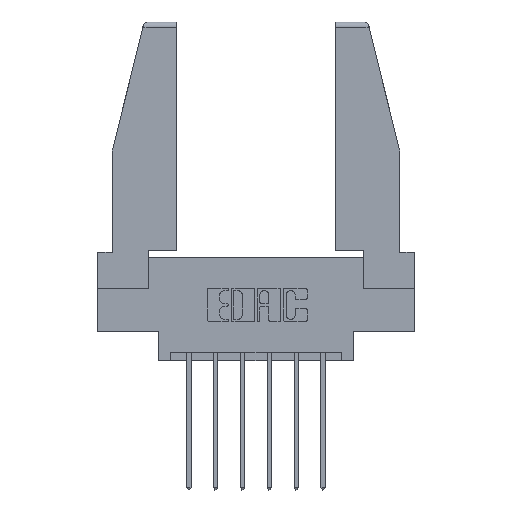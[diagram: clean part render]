
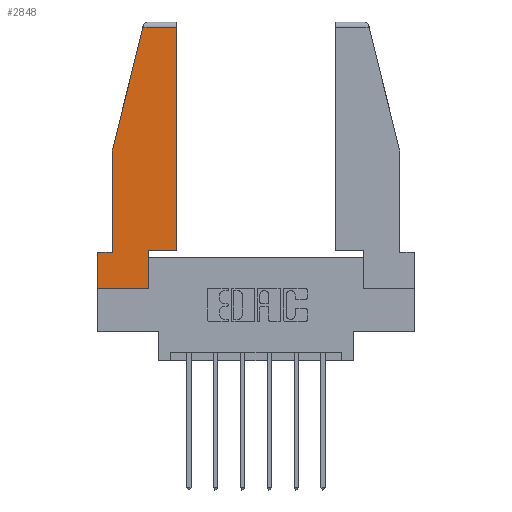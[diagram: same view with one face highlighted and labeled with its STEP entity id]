
A CAD part, top view. The second image highlights one B-rep face of the part: STEP entity #2848.
In plain terms, the highlighted planar face has unit normal (0, 0, 1).
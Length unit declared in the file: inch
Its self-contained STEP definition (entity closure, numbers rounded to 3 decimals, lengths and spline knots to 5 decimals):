
#12 = VECTOR ( 'NONE', #1463, 39.37008 ) ;
#91 = VERTEX_POINT ( 'NONE', #5607 ) ;
#129 = VERTEX_POINT ( 'NONE', #8359 ) ;
#163 = VERTEX_POINT ( 'NONE', #373 ) ;
#373 = CARTESIAN_POINT ( 'NONE',  ( 0.086, 0.8, 0. ) ) ;
#629 = CARTESIAN_POINT ( 'NONE',  ( 0.086, 0.21, 0. ) ) ;
#779 = CARTESIAN_POINT ( 'NONE',  ( 0.297, 0.223, 0. ) ) ;
#814 = ORIENTED_EDGE ( 'NONE', *, *, #3500, .T. ) ;
#886 = ORIENTED_EDGE ( 'NONE', *, *, #3901, .T. ) ;
#1108 = VECTOR ( 'NONE', #6904, 39.37008 ) ;
#1202 = LINE ( 'NONE', #10778, #9563 ) ;
#1396 = DIRECTION ( 'NONE',  ( -0.239, -0.971, 0. ) ) ;
#1399 = DIRECTION ( 'NONE',  ( 0., 1., 0. ) ) ;
#1463 = DIRECTION ( 'NONE',  ( 0., -1., 0. ) ) ;
#1478 = PLANE ( 'NONE',  #5764 ) ;
#1534 = LINE ( 'NONE', #10427, #1108 ) ;
#1595 = CARTESIAN_POINT ( 'NONE',  ( 0., 0., 0. ) ) ;
#1762 = CARTESIAN_POINT ( 'NONE',  ( 0.2636, 1.52, 0. ) ) ;
#1769 = DIRECTION ( 'NONE',  ( -1., 0., 0. ) ) ;
#1950 = LINE ( 'NONE', #6917, #8446 ) ;
#1962 = FACE_OUTER_BOUND ( 'NONE', #11686, .T. ) ;
#2650 = DIRECTION ( 'NONE',  ( 1., 0., 0. ) ) ;
#2656 = DIRECTION ( 'NONE',  ( 1., 0., 0. ) ) ;
#2740 = EDGE_CURVE ( 'NONE', #129, #8948, #1534, .T. ) ;
#2821 = VERTEX_POINT ( 'NONE', #3369 ) ;
#2848 = ADVANCED_FACE ( 'NONE', ( #1962 ), #1478, .T. ) ;
#3369 = CARTESIAN_POINT ( 'NONE',  ( 0., 0., 0. ) ) ;
#3422 = VECTOR ( 'NONE', #1396, 39.37008 ) ;
#3500 = EDGE_CURVE ( 'NONE', #11014, #91, #11597, .T. ) ;
#3676 = CARTESIAN_POINT ( 'NONE',  ( 0., 0.21, 0. ) ) ;
#3901 = EDGE_CURVE ( 'NONE', #2821, #129, #4417, .T. ) ;
#3906 = VERTEX_POINT ( 'NONE', #4489 ) ;
#3921 = ORIENTED_EDGE ( 'NONE', *, *, #4805, .T. ) ;
#3964 = DIRECTION ( 'NONE',  ( -1., 0., 0. ) ) ;
#4417 = LINE ( 'NONE', #1595, #7156 ) ;
#4489 = CARTESIAN_POINT ( 'NONE',  ( 0.461, 0.223, 0. ) ) ;
#4540 = CARTESIAN_POINT ( 'NONE',  ( 0., 1.52, 0. ) ) ;
#4734 = EDGE_CURVE ( 'NONE', #8948, #3906, #1202, .T. ) ;
#4805 = EDGE_CURVE ( 'NONE', #7645, #7130, #9703, .T. ) ;
#5003 = DIRECTION ( 'NONE',  ( 0., -1., 0. ) ) ;
#5199 = ORIENTED_EDGE ( 'NONE', *, *, #9695, .T. ) ;
#5607 = CARTESIAN_POINT ( 'NONE',  ( 0., 0.21, 0. ) ) ;
#5764 = AXIS2_PLACEMENT_3D ( 'NONE', #10653, #6162, #7949 ) ;
#5793 = VECTOR ( 'NONE', #1399, 39.37008 ) ;
#5912 = ORIENTED_EDGE ( 'NONE', *, *, #9289, .T. ) ;
#6162 = DIRECTION ( 'NONE',  ( 0., 0., 1. ) ) ;
#6284 = ORIENTED_EDGE ( 'NONE', *, *, #6994, .T. ) ;
#6904 = DIRECTION ( 'NONE',  ( 0., 1., 0. ) ) ;
#6917 = CARTESIAN_POINT ( 'NONE',  ( 0., 0.21, 0. ) ) ;
#6994 = EDGE_CURVE ( 'NONE', #3906, #7645, #10374, .T. ) ;
#7130 = VERTEX_POINT ( 'NONE', #1762 ) ;
#7156 = VECTOR ( 'NONE', #2650, 39.37008 ) ;
#7355 = EDGE_CURVE ( 'NONE', #163, #11014, #9786, .T. ) ;
#7645 = VERTEX_POINT ( 'NONE', #11324 ) ;
#7830 = CARTESIAN_POINT ( 'NONE',  ( 0.271, 1.55, 0. ) ) ;
#7949 = DIRECTION ( 'NONE',  ( 1., 0., 0. ) ) ;
#8018 = ORIENTED_EDGE ( 'NONE', *, *, #2740, .T. ) ;
#8157 = VECTOR ( 'NONE', #3964, 39.37008 ) ;
#8359 = CARTESIAN_POINT ( 'NONE',  ( 0.297, 0., 0. ) ) ;
#8446 = VECTOR ( 'NONE', #5003, 39.37008 ) ;
#8456 = LINE ( 'NONE', #7830, #3422 ) ;
#8796 = ORIENTED_EDGE ( 'NONE', *, *, #7355, .T. ) ;
#8948 = VERTEX_POINT ( 'NONE', #779 ) ;
#9289 = EDGE_CURVE ( 'NONE', #7130, #163, #8456, .T. ) ;
#9563 = VECTOR ( 'NONE', #2656, 39.37008 ) ;
#9695 = EDGE_CURVE ( 'NONE', #91, #2821, #1950, .T. ) ;
#9703 = LINE ( 'NONE', #4540, #10697 ) ;
#9786 = LINE ( 'NONE', #11533, #12 ) ;
#9919 = ORIENTED_EDGE ( 'NONE', *, *, #4734, .T. ) ;
#10374 = LINE ( 'NONE', #11387, #5793 ) ;
#10427 = CARTESIAN_POINT ( 'NONE',  ( 0.297, 0., 0. ) ) ;
#10653 = CARTESIAN_POINT ( 'NONE',  ( 0., 0., 0. ) ) ;
#10697 = VECTOR ( 'NONE', #1769, 39.37008 ) ;
#10778 = CARTESIAN_POINT ( 'NONE',  ( 0.297, 0.223, 0. ) ) ;
#11014 = VERTEX_POINT ( 'NONE', #629 ) ;
#11324 = CARTESIAN_POINT ( 'NONE',  ( 0.461, 1.52, 0. ) ) ;
#11387 = CARTESIAN_POINT ( 'NONE',  ( 0.461, 0.223, 0. ) ) ;
#11533 = CARTESIAN_POINT ( 'NONE',  ( 0.086, 0.8, 0. ) ) ;
#11597 = LINE ( 'NONE', #3676, #8157 ) ;
#11686 = EDGE_LOOP ( 'NONE', ( #6284, #3921, #5912, #8796, #814, #5199, #886, #8018, #9919 ) ) ;
